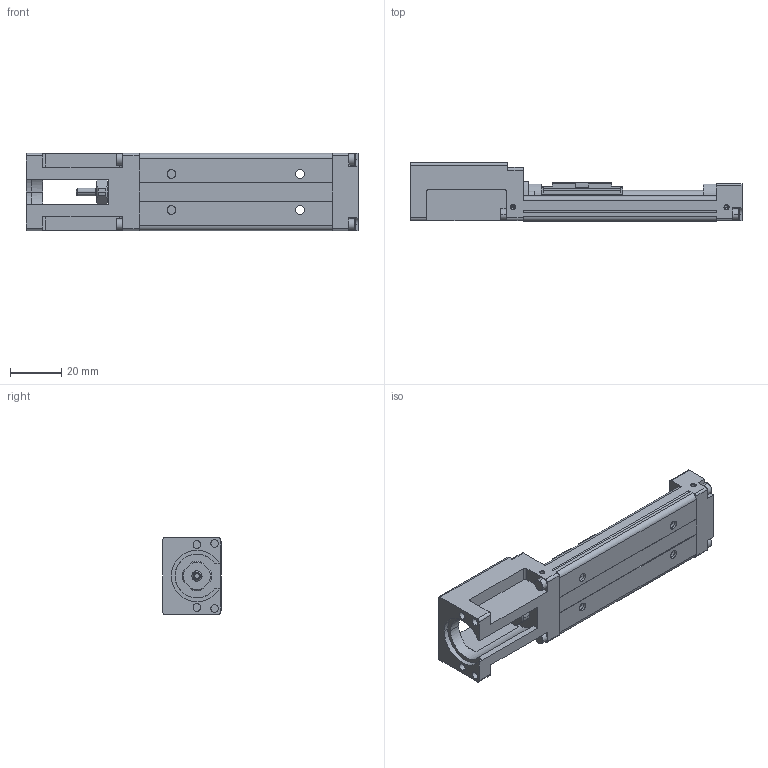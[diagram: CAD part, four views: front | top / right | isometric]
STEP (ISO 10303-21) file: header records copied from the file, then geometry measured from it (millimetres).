
FILE_DESCRIPTION( ( '' ), '1' );
FILE_NAME( 'kr15_01am___75lhm0___0000_0_0__2_03.stp', '2011-02-22T06:15:27', ( '' ), ( '' ), ' ', ' ', ' ' );
FILE_SCHEMA( ( 'CONFIG_CONTROL_DESIGN' ) );
Length unit declared in the file: millimetre
Products named in the file (2): 1; 2
Bounding box: 129 x 22.8 x 30 mm (x, y, z)
Volume: 37887.6 mm3; surface area: 21602 mm2
Topology: 2 solids, 2 shells, 482 faces, 1267 edges, 807 vertices
Faces by surface type: plane 247, cylinder 159, cone 64, torus 12
Entity records: 14824 total; most frequent: CARTESIAN_POINT 2637, DIRECTION 2572, ORIENTED_EDGE 2486, EDGE_CURVE 1243, AXIS2_PLACEMENT_3D 868, LINE 836, VECTOR 836, VERTEX_POINT 807
